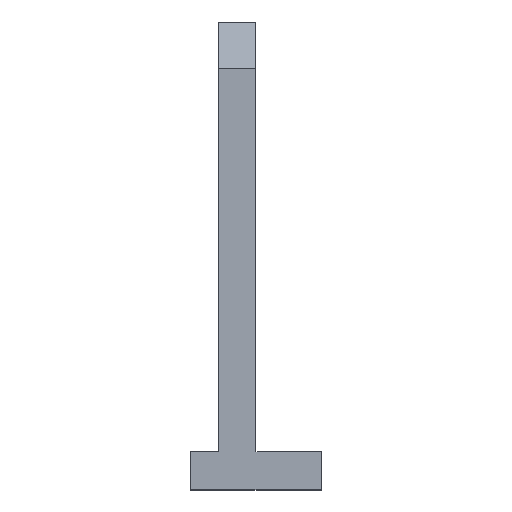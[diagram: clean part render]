
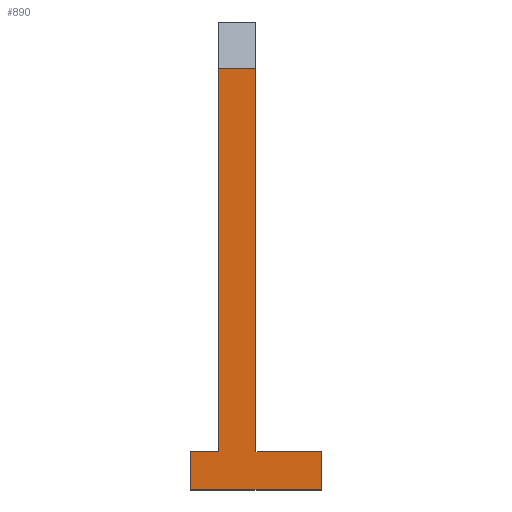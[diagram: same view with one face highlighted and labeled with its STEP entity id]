
A CAD part, top view. The second image highlights one B-rep face of the part: STEP entity #890.
In plain terms, the highlighted planar face has unit normal (0, 0, 1).
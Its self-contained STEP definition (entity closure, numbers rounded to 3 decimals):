
#33 = LINE ( 'NONE', #58, #119 ) ;
#56 = VERTEX_POINT ( 'NONE', #1151 ) ;
#58 = CARTESIAN_POINT ( 'NONE',  ( 17.5, 4., 28.254 ) ) ;
#60 = ORIENTED_EDGE ( 'NONE', *, *, #1367, .T. ) ;
#94 = LINE ( 'NONE', #727, #972 ) ;
#119 = VECTOR ( 'NONE', #1971, 1000. ) ;
#137 = VECTOR ( 'NONE', #190, 1000. ) ;
#161 = PLANE ( 'NONE',  #1299 ) ;
#190 = DIRECTION ( 'NONE',  ( 0., -1., 0. ) ) ;
#223 = ORIENTED_EDGE ( 'NONE', *, *, #293, .T. ) ;
#276 = EDGE_CURVE ( 'NONE', #489, #1486, #94, .T. ) ;
#279 = DIRECTION ( 'NONE',  ( 0., -1., 0. ) ) ;
#293 = EDGE_CURVE ( 'NONE', #489, #628, #1082, .T. ) ;
#368 = ORIENTED_EDGE ( 'NONE', *, *, #1812, .T. ) ;
#429 = VECTOR ( 'NONE', #1840, 1000. ) ;
#444 = LINE ( 'NONE', #2032, #1571 ) ;
#452 = EDGE_CURVE ( 'NONE', #1781, #784, #1594, .T. ) ;
#489 = VERTEX_POINT ( 'NONE', #1955 ) ;
#531 = VERTEX_POINT ( 'NONE', #1316 ) ;
#563 = VERTEX_POINT ( 'NONE', #1038 ) ;
#618 = CARTESIAN_POINT ( 'NONE',  ( 10.5, 8., 28.254 ) ) ;
#628 = VERTEX_POINT ( 'NONE', #618 ) ;
#651 = CARTESIAN_POINT ( 'NONE',  ( 17.5, 0., 28.254 ) ) ;
#727 = CARTESIAN_POINT ( 'NONE',  ( 17.5, 0., 28.254 ) ) ;
#753 = CARTESIAN_POINT ( 'NONE',  ( 17.5, 4., 28.254 ) ) ;
#784 = VERTEX_POINT ( 'NONE', #1615 ) ;
#801 = DIRECTION ( 'NONE',  ( -1., 0., 0. ) ) ;
#802 = DIRECTION ( 'NONE',  ( 0., 1., 0. ) ) ;
#834 = ORIENTED_EDGE ( 'NONE', *, *, #1533, .F. ) ;
#842 = ORIENTED_EDGE ( 'NONE', *, *, #1403, .T. ) ;
#890 = ADVANCED_FACE ( 'NONE', ( #1575 ), #161, .F. ) ;
#937 = CARTESIAN_POINT ( 'NONE',  ( 3.5, 8., 28.254 ) ) ;
#967 = ORIENTED_EDGE ( 'NONE', *, *, #1388, .F. ) ;
#972 = VECTOR ( 'NONE', #1360, 1000. ) ;
#990 = ORIENTED_EDGE ( 'NONE', *, *, #276, .F. ) ;
#1038 = CARTESIAN_POINT ( 'NONE',  ( 10.5, 49., 28.254 ) ) ;
#1082 = LINE ( 'NONE', #1557, #1762 ) ;
#1119 = ORIENTED_EDGE ( 'NONE', *, *, #452, .T. ) ;
#1151 = CARTESIAN_POINT ( 'NONE',  ( 6.5, 49., 28.254 ) ) ;
#1212 = LINE ( 'NONE', #1219, #429 ) ;
#1219 = CARTESIAN_POINT ( 'NONE',  ( 10.5, 0., 28.254 ) ) ;
#1299 = AXIS2_PLACEMENT_3D ( 'NONE', #651, #1451, #802 ) ;
#1316 = CARTESIAN_POINT ( 'NONE',  ( 6.5, 8., 28.254 ) ) ;
#1321 = VECTOR ( 'NONE', #801, 1000. ) ;
#1360 = DIRECTION ( 'NONE',  ( 0., -1., 0. ) ) ;
#1367 = EDGE_CURVE ( 'NONE', #531, #1781, #444, .T. ) ;
#1388 = EDGE_CURVE ( 'NONE', #563, #628, #1212, .T. ) ;
#1403 = EDGE_CURVE ( 'NONE', #56, #531, #1675, .T. ) ;
#1407 = CARTESIAN_POINT ( 'NONE',  ( 6.5, 0., 28.254 ) ) ;
#1451 = DIRECTION ( 'NONE',  ( 0., 0., -1. ) ) ;
#1486 = VERTEX_POINT ( 'NONE', #753 ) ;
#1533 = EDGE_CURVE ( 'NONE', #1486, #784, #33, .T. ) ;
#1557 = CARTESIAN_POINT ( 'NONE',  ( 17.5, 8., 28.254 ) ) ;
#1570 = CARTESIAN_POINT ( 'NONE',  ( 6.5, 49., 28.254 ) ) ;
#1571 = VECTOR ( 'NONE', #1683, 1000. ) ;
#1575 = FACE_OUTER_BOUND ( 'NONE', #2045, .T. ) ;
#1594 = LINE ( 'NONE', #1601, #137 ) ;
#1601 = CARTESIAN_POINT ( 'NONE',  ( 3.5, 0., 28.254 ) ) ;
#1615 = CARTESIAN_POINT ( 'NONE',  ( 3.5, 4., 28.254 ) ) ;
#1675 = LINE ( 'NONE', #1407, #1744 ) ;
#1683 = DIRECTION ( 'NONE',  ( -1., 0., 0. ) ) ;
#1744 = VECTOR ( 'NONE', #279, 1000. ) ;
#1762 = VECTOR ( 'NONE', #2028, 1000. ) ;
#1781 = VERTEX_POINT ( 'NONE', #937 ) ;
#1812 = EDGE_CURVE ( 'NONE', #563, #56, #2064, .T. ) ;
#1840 = DIRECTION ( 'NONE',  ( 0., -1., 0. ) ) ;
#1955 = CARTESIAN_POINT ( 'NONE',  ( 17.5, 8., 28.254 ) ) ;
#1971 = DIRECTION ( 'NONE',  ( -1., 0., 0. ) ) ;
#2028 = DIRECTION ( 'NONE',  ( -1., 0., 0. ) ) ;
#2032 = CARTESIAN_POINT ( 'NONE',  ( 17.5, 8., 28.254 ) ) ;
#2045 = EDGE_LOOP ( 'NONE', ( #967, #368, #842, #60, #1119, #834, #990, #223 ) ) ;
#2064 = LINE ( 'NONE', #1570, #1321 ) ;
